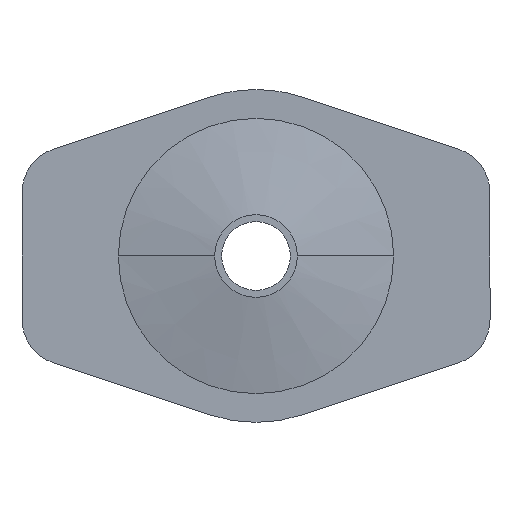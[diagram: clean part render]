
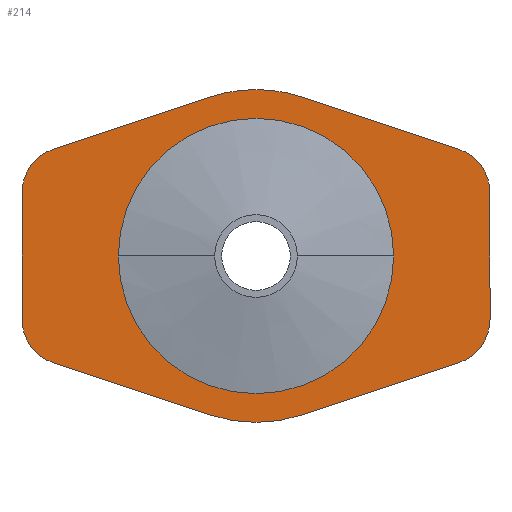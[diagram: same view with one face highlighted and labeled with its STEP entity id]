
A CAD part, front view. The second image highlights one B-rep face of the part: STEP entity #214.
In plain terms, the highlighted planar face has unit normal (0, -1, 0).
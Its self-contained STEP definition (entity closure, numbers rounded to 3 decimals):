
#3 = DIRECTION ( 'NONE',  ( 0.949, 0., -0.316 ) ) ;
#6 = EDGE_CURVE ( 'NONE', #776, #845, #291, .T. ) ;
#8 = AXIS2_PLACEMENT_3D ( 'NONE', #620, #797, #802 ) ;
#17 = ORIENTED_EDGE ( 'NONE', *, *, #277, .T. ) ;
#42 = CARTESIAN_POINT ( 'NONE',  ( 0., -3., 18.135 ) ) ;
#43 = EDGE_CURVE ( 'NONE', #691, #845, #833, .T. ) ;
#51 = CARTESIAN_POINT ( 'NONE',  ( 15., -3., 0. ) ) ;
#66 = ORIENTED_EDGE ( 'NONE', *, *, #264, .T. ) ;
#68 = AXIS2_PLACEMENT_3D ( 'NONE', #542, #682, #614 ) ;
#82 = FACE_OUTER_BOUND ( 'NONE', #337, .T. ) ;
#85 = EDGE_CURVE ( 'NONE', #375, #315, #801, .T. ) ;
#88 = DIRECTION ( 'NONE',  ( 0., 0., -1. ) ) ;
#90 = AXIS2_PLACEMENT_3D ( 'NONE', #426, #148, #422 ) ;
#96 = EDGE_CURVE ( 'NONE', #851, #362, #497, .T. ) ;
#115 = CARTESIAN_POINT ( 'NONE',  ( -15., -3., 0. ) ) ;
#121 = CARTESIAN_POINT ( 'NONE',  ( 0., -3., 2.135 ) ) ;
#127 = EDGE_CURVE ( 'NONE', #684, #401, #450, .T. ) ;
#142 = LINE ( 'NONE', #410, #328 ) ;
#147 = EDGE_CURVE ( 'NONE', #621, #356, #280, .T. ) ;
#148 = DIRECTION ( 'NONE',  ( 0., 1., 0. ) ) ;
#150 = ORIENTED_EDGE ( 'NONE', *, *, #6, .F. ) ;
#154 = CARTESIAN_POINT ( 'NONE',  ( 25.5, -3., 10.5 ) ) ;
#155 = ORIENTED_EDGE ( 'NONE', *, *, #43, .T. ) ;
#159 = AXIS2_PLACEMENT_3D ( 'NONE', #284, #540, #794 ) ;
#162 = CARTESIAN_POINT ( 'NONE',  ( 5.06, -3., 17.313 ) ) ;
#163 = EDGE_LOOP ( 'NONE', ( #560, #386 ) ) ;
#171 = DIRECTION ( 'NONE',  ( 0., 0., 1. ) ) ;
#184 = ORIENTED_EDGE ( 'NONE', *, *, #616, .F. ) ;
#187 = DIRECTION ( 'NONE',  ( 0., -1., 0. ) ) ;
#190 = CARTESIAN_POINT ( 'NONE',  ( -5.06, -3., -17.313 ) ) ;
#193 = VERTEX_POINT ( 'NONE', #162 ) ;
#200 = EDGE_CURVE ( 'NONE', #315, #375, #547, .T. ) ;
#213 = CARTESIAN_POINT ( 'NONE',  ( -5.06, -3., 17.313 ) ) ;
#214 = ADVANCED_FACE ( 'NONE', ( #234, #82 ), #363, .F. ) ;
#216 = DIRECTION ( 'NONE',  ( -0.949, 0., 0.316 ) ) ;
#217 = DIRECTION ( 'NONE',  ( 0., 0., 1. ) ) ;
#219 = VECTOR ( 'NONE', #605, 1000. ) ;
#221 = AXIS2_PLACEMENT_3D ( 'NONE', #402, #532, #591 ) ;
#233 = ORIENTED_EDGE ( 'NONE', *, *, #348, .F. ) ;
#234 = FACE_BOUND ( 'NONE', #163, .T. ) ;
#250 = LINE ( 'NONE', #256, #725 ) ;
#256 = CARTESIAN_POINT ( 'NONE',  ( -25.5, -3., 10.5 ) ) ;
#260 = VERTEX_POINT ( 'NONE', #371 ) ;
#264 = EDGE_CURVE ( 'NONE', #193, #684, #713, .T. ) ;
#273 = EDGE_CURVE ( 'NONE', #759, #362, #531, .T. ) ;
#277 = EDGE_CURVE ( 'NONE', #776, #260, #617, .T. ) ;
#280 = CIRCLE ( 'NONE', #68, 5. ) ;
#282 = CARTESIAN_POINT ( 'NONE',  ( -25.5, -3., -10.5 ) ) ;
#284 = CARTESIAN_POINT ( 'NONE',  ( 20.5, -3., 6.896 ) ) ;
#291 = LINE ( 'NONE', #546, #393 ) ;
#296 = VECTOR ( 'NONE', #88, 1000. ) ;
#303 = VERTEX_POINT ( 'NONE', #318 ) ;
#315 = VERTEX_POINT ( 'NONE', #115 ) ;
#318 = CARTESIAN_POINT ( 'NONE',  ( 22.081, -3., 11.64 ) ) ;
#328 = VECTOR ( 'NONE', #3, 1000. ) ;
#337 = EDGE_LOOP ( 'NONE', ( #680, #155, #150, #17, #184, #642, #536, #359, #509, #66, #819, #233, #838 ) ) ;
#345 = CARTESIAN_POINT ( 'NONE',  ( 25.5, -3., 6.896 ) ) ;
#347 = LINE ( 'NONE', #282, #219 ) ;
#348 = EDGE_CURVE ( 'NONE', #621, #401, #250, .T. ) ;
#355 = LINE ( 'NONE', #543, #409 ) ;
#356 = VERTEX_POINT ( 'NONE', #641 ) ;
#359 = ORIENTED_EDGE ( 'NONE', *, *, #623, .T. ) ;
#362 = VERTEX_POINT ( 'NONE', #645 ) ;
#363 = PLANE ( 'NONE',  #90 ) ;
#364 = AXIS2_PLACEMENT_3D ( 'NONE', #442, #187, #811 ) ;
#371 = CARTESIAN_POINT ( 'NONE',  ( 5.06, -3., -17.313 ) ) ;
#375 = VERTEX_POINT ( 'NONE', #51 ) ;
#376 = DIRECTION ( 'NONE',  ( 0., 1., 0. ) ) ;
#386 = ORIENTED_EDGE ( 'NONE', *, *, #85, .T. ) ;
#387 = CARTESIAN_POINT ( 'NONE',  ( -25.5, -3., -6.896 ) ) ;
#392 = CARTESIAN_POINT ( 'NONE',  ( 22.081, -3., -11.64 ) ) ;
#393 = VECTOR ( 'NONE', #216, 1000. ) ;
#397 = AXIS2_PLACEMENT_3D ( 'NONE', #513, #521, #694 ) ;
#401 = VERTEX_POINT ( 'NONE', #213 ) ;
#402 = CARTESIAN_POINT ( 'NONE',  ( -20.5, -3., -6.896 ) ) ;
#409 = VECTOR ( 'NONE', #500, 1000. ) ;
#410 = CARTESIAN_POINT ( 'NONE',  ( 0., -3., 19. ) ) ;
#414 = EDGE_CURVE ( 'NONE', #691, #356, #347, .T. ) ;
#418 = EDGE_CURVE ( 'NONE', #193, #303, #142, .T. ) ;
#419 = AXIS2_PLACEMENT_3D ( 'NONE', #121, #557, #634 ) ;
#422 = DIRECTION ( 'NONE',  ( 0., 0., 1. ) ) ;
#426 = CARTESIAN_POINT ( 'NONE',  ( 0., -3., 0. ) ) ;
#431 = AXIS2_PLACEMENT_3D ( 'NONE', #460, #689, #171 ) ;
#436 = CARTESIAN_POINT ( 'NONE',  ( 0., -3., 0. ) ) ;
#442 = CARTESIAN_POINT ( 'NONE',  ( 0., -3., -2.135 ) ) ;
#450 = CIRCLE ( 'NONE', #8, 16. ) ;
#460 = CARTESIAN_POINT ( 'NONE',  ( 0., -3., 0. ) ) ;
#471 = AXIS2_PLACEMENT_3D ( 'NONE', #436, #376, #217 ) ;
#497 = LINE ( 'NONE', #154, #296 ) ;
#500 = DIRECTION ( 'NONE',  ( -0.949, 0., -0.316 ) ) ;
#509 = ORIENTED_EDGE ( 'NONE', *, *, #418, .F. ) ;
#513 = CARTESIAN_POINT ( 'NONE',  ( 20.5, -3., -6.896 ) ) ;
#521 = DIRECTION ( 'NONE',  ( 0., -1., 0. ) ) ;
#522 = DIRECTION ( 'NONE',  ( 0.949, 0., 0.316 ) ) ;
#531 = CIRCLE ( 'NONE', #397, 5. ) ;
#532 = DIRECTION ( 'NONE',  ( 0., -1., 0. ) ) ;
#534 = CARTESIAN_POINT ( 'NONE',  ( -22.081, -3., -11.64 ) ) ;
#536 = ORIENTED_EDGE ( 'NONE', *, *, #96, .F. ) ;
#540 = DIRECTION ( 'NONE',  ( 0., -1., 0. ) ) ;
#542 = CARTESIAN_POINT ( 'NONE',  ( -20.5, -3., 6.896 ) ) ;
#543 = CARTESIAN_POINT ( 'NONE',  ( 25.5, -3., -10.5 ) ) ;
#546 = CARTESIAN_POINT ( 'NONE',  ( 0., -3., -19. ) ) ;
#547 = CIRCLE ( 'NONE', #471, 15. ) ;
#557 = DIRECTION ( 'NONE',  ( 0., -1., 0. ) ) ;
#560 = ORIENTED_EDGE ( 'NONE', *, *, #200, .T. ) ;
#591 = DIRECTION ( 'NONE',  ( 0., 0., 1. ) ) ;
#605 = DIRECTION ( 'NONE',  ( 0., 0., 1. ) ) ;
#614 = DIRECTION ( 'NONE',  ( 0., 0., 1. ) ) ;
#616 = EDGE_CURVE ( 'NONE', #759, #260, #355, .T. ) ;
#617 = CIRCLE ( 'NONE', #364, 16. ) ;
#620 = CARTESIAN_POINT ( 'NONE',  ( 0., -3., 2.135 ) ) ;
#621 = VERTEX_POINT ( 'NONE', #665 ) ;
#623 = EDGE_CURVE ( 'NONE', #851, #303, #800, .T. ) ;
#634 = DIRECTION ( 'NONE',  ( 0., 0., 1. ) ) ;
#641 = CARTESIAN_POINT ( 'NONE',  ( -25.5, -3., 6.896 ) ) ;
#642 = ORIENTED_EDGE ( 'NONE', *, *, #273, .T. ) ;
#645 = CARTESIAN_POINT ( 'NONE',  ( 25.5, -3., -6.896 ) ) ;
#665 = CARTESIAN_POINT ( 'NONE',  ( -22.081, -3., 11.64 ) ) ;
#680 = ORIENTED_EDGE ( 'NONE', *, *, #414, .F. ) ;
#682 = DIRECTION ( 'NONE',  ( 0., -1., 0. ) ) ;
#684 = VERTEX_POINT ( 'NONE', #42 ) ;
#689 = DIRECTION ( 'NONE',  ( 0., 1., 0. ) ) ;
#691 = VERTEX_POINT ( 'NONE', #387 ) ;
#694 = DIRECTION ( 'NONE',  ( 0., 0., 1. ) ) ;
#713 = CIRCLE ( 'NONE', #419, 16. ) ;
#725 = VECTOR ( 'NONE', #522, 1000. ) ;
#759 = VERTEX_POINT ( 'NONE', #392 ) ;
#776 = VERTEX_POINT ( 'NONE', #190 ) ;
#794 = DIRECTION ( 'NONE',  ( 0., 0., 1. ) ) ;
#797 = DIRECTION ( 'NONE',  ( 0., -1., 0. ) ) ;
#800 = CIRCLE ( 'NONE', #159, 5. ) ;
#801 = CIRCLE ( 'NONE', #431, 15. ) ;
#802 = DIRECTION ( 'NONE',  ( 0., 0., 1. ) ) ;
#811 = DIRECTION ( 'NONE',  ( 0., 0., 1. ) ) ;
#819 = ORIENTED_EDGE ( 'NONE', *, *, #127, .T. ) ;
#833 = CIRCLE ( 'NONE', #221, 5. ) ;
#838 = ORIENTED_EDGE ( 'NONE', *, *, #147, .T. ) ;
#845 = VERTEX_POINT ( 'NONE', #534 ) ;
#851 = VERTEX_POINT ( 'NONE', #345 ) ;
